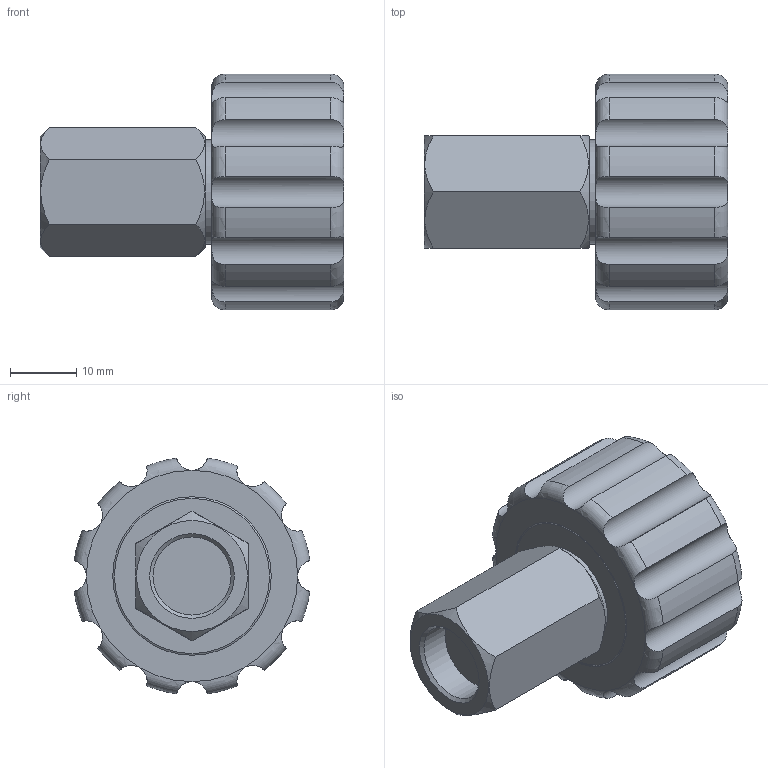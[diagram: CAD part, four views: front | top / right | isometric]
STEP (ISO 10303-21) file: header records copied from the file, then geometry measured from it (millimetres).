
FILE_DESCRIPTION(/* description */ ('Unknown'),/* implementation_level */ '2;1');
FILE_NAME(/* name */ '200040900_Schnellverschraubung_G1_4IG_M22 VA_09_08_2023',/* time_stamp */ '2023-08-09T12:45:12+02:00',/* author */ ('Unknown'),/* organization */ ('Unknown'),/* preprocessor_version */ 'ST-DEVELOPER v18.104',/* originating_system */ 'Solid Edge',/* authorisation */ 'Unknown');
FILE_SCHEMA (('AUTOMOTIVE_DESIGN {1 0 10303 214 3 1 1}'));
Length unit declared in the file: millimetre
Products named in the file (1): 200040900_vereinfacht
Bounding box: 46 x 35.7 x 35.7 mm (x, y, z)
Volume: 21192.8 mm3; surface area: 7872.9 mm2
Topology: 1 solids, 1 shells, 113 faces, 274 edges, 172 vertices
Faces by surface type: plane 40, cylinder 36, torus 28, cone 9
Full cylindrical faces by diameter (mm): 6.2 x1, 10.3 x2, 11.82 x1, 13.9 x2, 15.8 x1, 20.376 x1, 22.6 x1, 24 x1
Entity records: 4104 total; most frequent: CARTESIAN_POINT 905, DIRECTION 490, ORIENTED_EDGE 474, EDGE_CURVE 237, AXIS2_PLACEMENT_3D 212, VERTEX_POINT 159, EDGE_LOOP 144, FACE_BOUND 144
